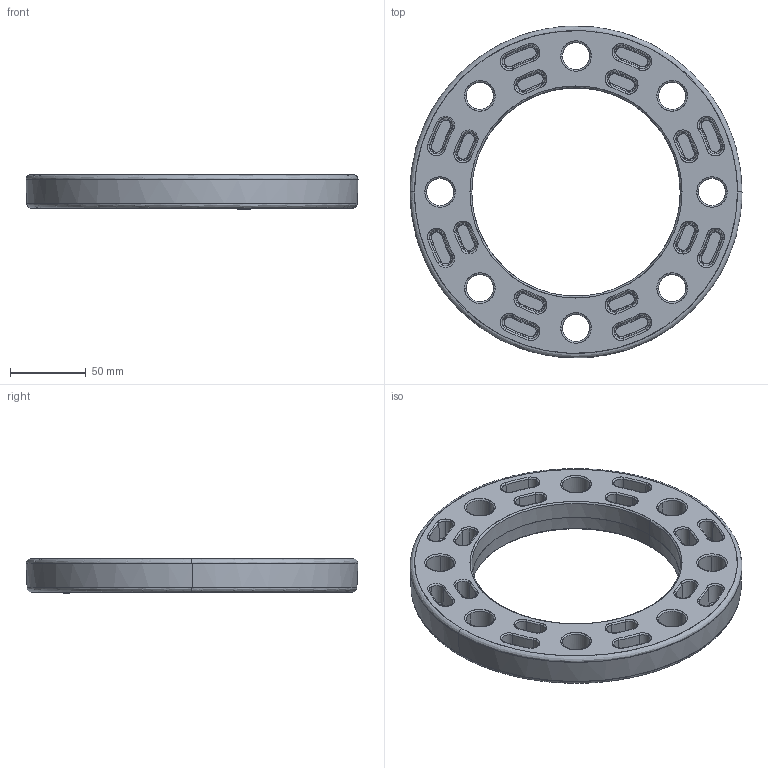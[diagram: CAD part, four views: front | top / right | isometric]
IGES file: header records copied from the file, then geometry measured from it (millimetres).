
Start section: SolidWorks IGES file using NURBS representation for surfaces
Global section: file name: 01071019400.IGS; native system: SolidWorks 2019; preprocessor: SolidWorks 2019; author: utilizador; date: 190614.080311; units: millimetre
Bounding box: 219.78 x 219.5 x 22.6 mm (x, y, z)
Surface area: 86031.9 mm2 (no closed solid volume)
Topology: 0 solids, 0 shells, 672 faces, 7162 edges, 7162 vertices
Faces by surface type: bspline 672
